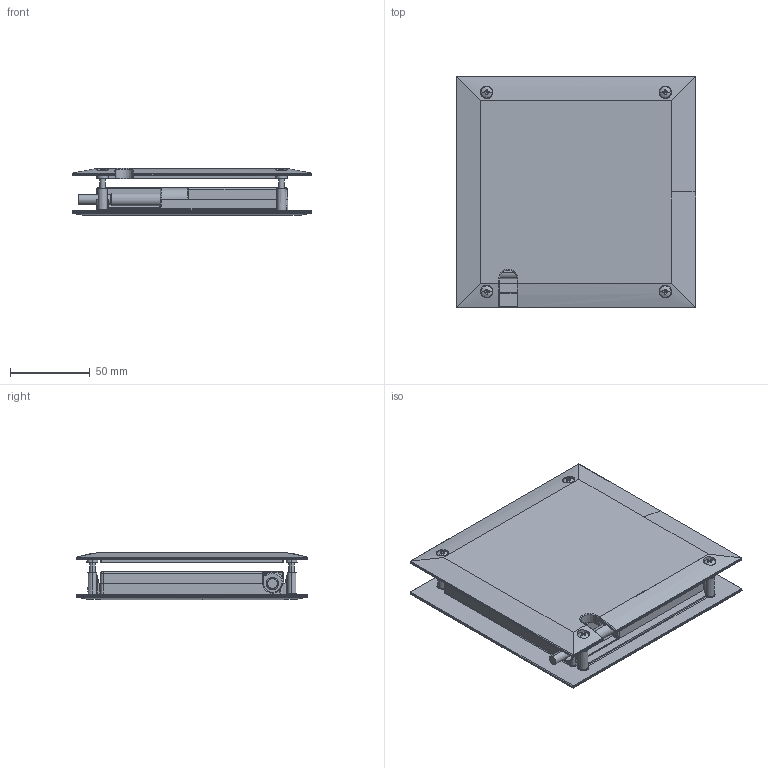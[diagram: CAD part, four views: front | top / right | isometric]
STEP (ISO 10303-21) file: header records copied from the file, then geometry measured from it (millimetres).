
FILE_DESCRIPTION (( 'STEP AP203' ), '1' );
FILE_NAME ('Locking Panel.STEP', '2013-06-25T05:48:46', ( 'admin' ), ( 'Hewlett-Packard Company' ), 'SwSTEP 2.0', 'SolidWorks 2012', '' );
FILE_SCHEMA (( 'CONFIG_CONTROL_DESIGN' ));
Length unit declared in the file: millimetre
Products named in the file (1): Locking Panel
Bounding box: 150 x 145 x 29.5 mm (x, y, z)
Volume: 362563.2 mm3; surface area: 100787.4 mm2
Topology: 1 solids, 1 shells, 599 faces, 1467 edges, 886 vertices
Faces by surface type: plane 188, bspline 133, cylinder 110, cone 89, sphere 51, torus 28
Entity records: 20755 total; most frequent: CARTESIAN_POINT 7556, ORIENTED_EDGE 2876, DIRECTION 2599, EDGE_CURVE 1438, AXIS2_PLACEMENT_3D 1057, VERTEX_POINT 886, EDGE_LOOP 650, ADVANCED_FACE 599
